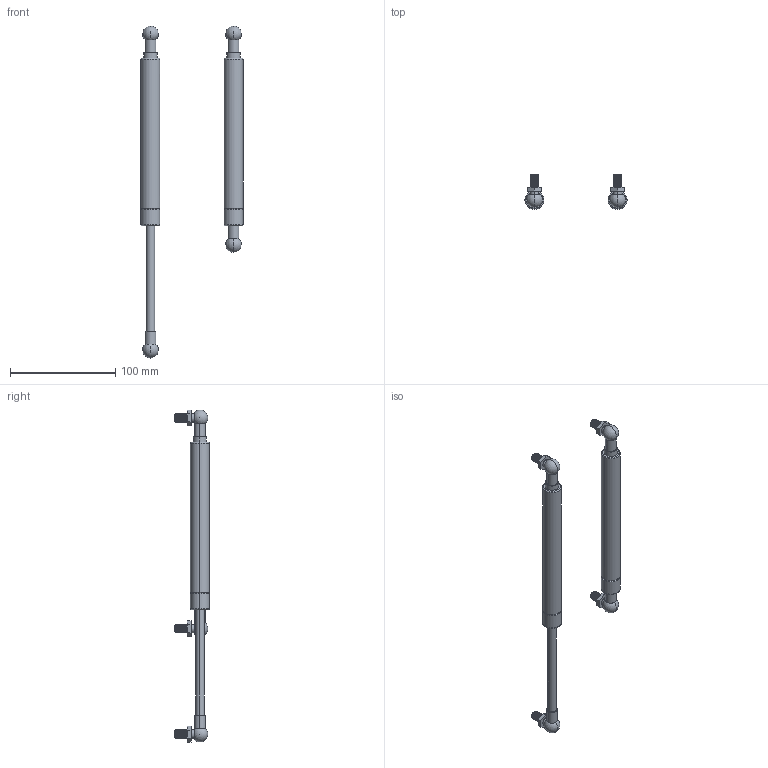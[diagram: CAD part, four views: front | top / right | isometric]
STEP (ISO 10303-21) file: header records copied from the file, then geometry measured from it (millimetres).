
FILE_DESCRIPTION (( 'STEP AP214' ), '1' );
FILE_NAME ('01851-Gas Strut Adjustable Pressure Black 300mm.STEP', '2019-05-14T03:37:33', ( '' ), ( '' ), 'SwSTEP 2.0', 'SolidWorks 2018', '' );
FILE_SCHEMA (( 'AUTOMOTIVE_DESIGN' ));
Length unit declared in the file: millimetre
Products named in the file (6): Ball Joint Outer_1851; Black Gas Strut Body_1851; Ball Joint Inner_1851; Black Gas Strut Rod_1851; 01851-Gas Strut Adjustable Pressure Black 300mm; Ball Joint_1851
Assembly tree (10 placements, depth 3):
  01851-Gas Strut Adjustable Pressure Black 300mm
    Black Gas Strut Body_1851  x2
    Black Gas Strut Rod_1851  x2
    Ball Joint_1851  x4
      Ball Joint Outer_1851
      Ball Joint Inner_1851
Bounding box: 96.83 x 33 x 315.01 mm (x, y, z)
Volume: 91887.3 mm3; surface area: 45610.7 mm2
Topology: 16 solids, 16 shells, 834 faces, 2314 edges, 1520 vertices
Faces by surface type: bspline 326, plane 224, cylinder 212, torus 32, sphere 24, cone 16
Entity records: 32120 total; most frequent: CARTESIAN_POINT 23793, ORIENTED_EDGE 2000, DIRECTION 1013, EDGE_CURVE 1000, VERTEX_POINT 660, B_SPLINE_CURVE_WITH_KNOTS 575, AXIS2_PLACEMENT_3D 388, EDGE_LOOP 384
